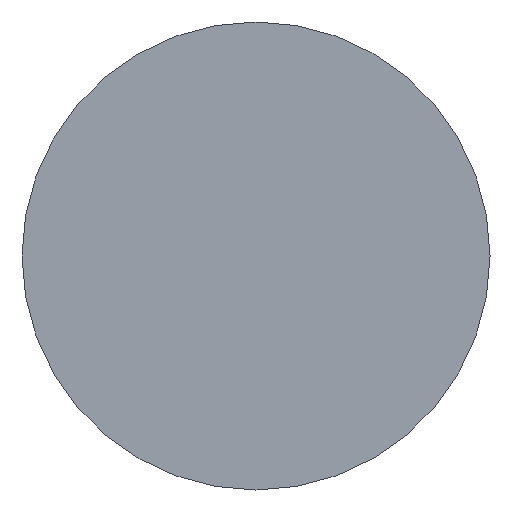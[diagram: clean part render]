
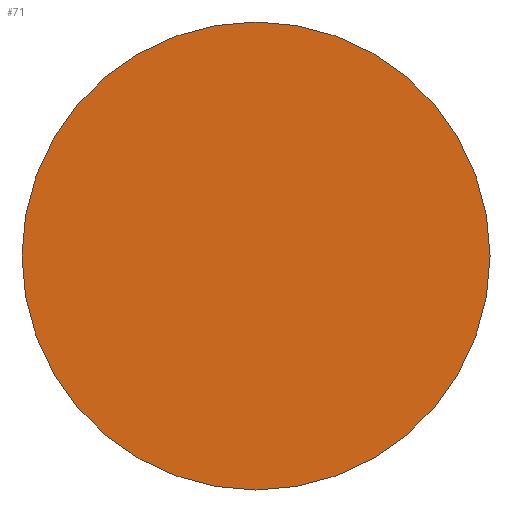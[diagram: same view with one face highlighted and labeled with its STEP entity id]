
A CAD part, front view. The second image highlights one B-rep face of the part: STEP entity #71.
In plain terms, the highlighted planar face has unit normal (0, -1, 0).
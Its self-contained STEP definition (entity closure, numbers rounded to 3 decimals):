
#16=PLANE('',#94);
#23=FACE_OUTER_BOUND('',#28,.T.);
#28=EDGE_LOOP('',(#64));
#40=CIRCLE('',#93,56.483);
#45=VERTEX_POINT('',#132);
#52=EDGE_CURVE('',#45,#45,#40,.T.);
#64=ORIENTED_EDGE('',*,*,#52,.T.);
#71=ADVANCED_FACE('',(#23),#16,.T.);
#93=AXIS2_PLACEMENT_3D('',#134,#113,#114);
#94=AXIS2_PLACEMENT_3D('',#135,#115,#116);
#113=DIRECTION('center_axis',(0.,-1.,0.));
#114=DIRECTION('ref_axis',(1.,0.,0.));
#115=DIRECTION('center_axis',(0.,-1.,0.));
#116=DIRECTION('ref_axis',(-1.,0.,0.));
#132=CARTESIAN_POINT('',(-56.483,0.,0.));
#134=CARTESIAN_POINT('Origin',(0.,0.,0.));
#135=CARTESIAN_POINT('Origin',(0.,0.,0.));
